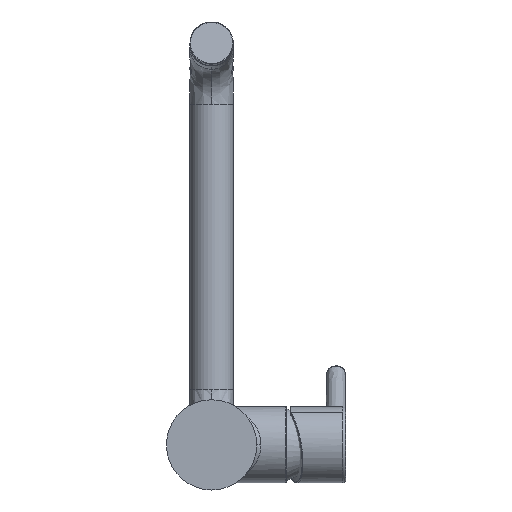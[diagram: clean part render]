
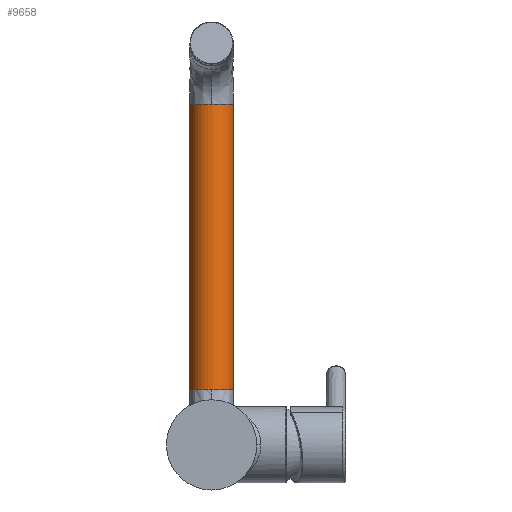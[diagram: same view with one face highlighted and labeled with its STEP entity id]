
A CAD part, front view. The second image highlights one B-rep face of the part: STEP entity #9658.
In plain terms, the highlighted cylindrical face has radius 12 mm (diameter 24 mm), a partial arc.
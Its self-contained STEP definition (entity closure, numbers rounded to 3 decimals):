
#192 = AXIS2_PLACEMENT_3D ( 'NONE', #7175, #8782, #2554 ) ;
#251 = CARTESIAN_POINT ( 'NONE',  ( 12., 317.9, 188.599 ) ) ;
#382 = DIRECTION ( 'NONE',  ( 1., 0., 0. ) ) ;
#481 = DIRECTION ( 'NONE',  ( 0., 0., 1. ) ) ;
#763 = EDGE_CURVE ( 'NONE', #2309, #1731, #7387, .T. ) ;
#853 = CIRCLE ( 'NONE', #192, 12. ) ;
#959 = LINE ( 'NONE', #7552, #2061 ) ;
#980 = VECTOR ( 'NONE', #2759, 1000. ) ;
#1009 = EDGE_CURVE ( 'NONE', #7876, #1731, #9209, .T. ) ;
#1027 = CARTESIAN_POINT ( 'NONE',  ( 0., 305.9, 188.599 ) ) ;
#1232 = ORIENTED_EDGE ( 'NONE', *, *, #1739, .T. ) ;
#1291 = CARTESIAN_POINT ( 'NONE',  ( 0., 317.9, 188.599 ) ) ;
#1476 = EDGE_LOOP ( 'NONE', ( #4615, #8738, #7160, #5693, #1232, #3448 ) ) ;
#1731 = VERTEX_POINT ( 'NONE', #4109 ) ;
#1739 = EDGE_CURVE ( 'NONE', #2201, #2309, #853, .T. ) ;
#2061 = VECTOR ( 'NONE', #3032, 1000. ) ;
#2073 = CARTESIAN_POINT ( 'NONE',  ( 0., 317.9, 30.6 ) ) ;
#2201 = VERTEX_POINT ( 'NONE', #251 ) ;
#2309 = VERTEX_POINT ( 'NONE', #1027 ) ;
#2554 = DIRECTION ( 'NONE',  ( 1., 0., 0. ) ) ;
#2759 = DIRECTION ( 'NONE',  ( 0., 0., 1. ) ) ;
#3032 = DIRECTION ( 'NONE',  ( 0., 0., 1. ) ) ;
#3050 = AXIS2_PLACEMENT_3D ( 'NONE', #6070, #4494, #5335 ) ;
#3145 = CIRCLE ( 'NONE', #3420, 12. ) ;
#3168 = VERTEX_POINT ( 'NONE', #7634 ) ;
#3420 = AXIS2_PLACEMENT_3D ( 'NONE', #2073, #9099, #7497 ) ;
#3448 = ORIENTED_EDGE ( 'NONE', *, *, #763, .T. ) ;
#3524 = CARTESIAN_POINT ( 'NONE',  ( 0., 317.9, 27.44 ) ) ;
#4082 = CYLINDRICAL_SURFACE ( 'NONE', #4360, 12. ) ;
#4109 = CARTESIAN_POINT ( 'NONE',  ( -12., 317.9, 188.599 ) ) ;
#4360 = AXIS2_PLACEMENT_3D ( 'NONE', #3524, #481, #382 ) ;
#4494 = DIRECTION ( 'NONE',  ( 0., 0., 1. ) ) ;
#4525 = VERTEX_POINT ( 'NONE', #6256 ) ;
#4615 = ORIENTED_EDGE ( 'NONE', *, *, #1009, .F. ) ;
#4917 = EDGE_CURVE ( 'NONE', #7876, #3168, #3145, .T. ) ;
#5150 = DIRECTION ( 'NONE',  ( 1., 0., 0. ) ) ;
#5335 = DIRECTION ( 'NONE',  ( 1., 0., 0. ) ) ;
#5693 = ORIENTED_EDGE ( 'NONE', *, *, #7562, .T. ) ;
#6018 = AXIS2_PLACEMENT_3D ( 'NONE', #1291, #8325, #5150 ) ;
#6070 = CARTESIAN_POINT ( 'NONE',  ( 0., 317.9, 30.6 ) ) ;
#6256 = CARTESIAN_POINT ( 'NONE',  ( 12., 317.9, 30.6 ) ) ;
#7160 = ORIENTED_EDGE ( 'NONE', *, *, #7413, .T. ) ;
#7175 = CARTESIAN_POINT ( 'NONE',  ( 0., 317.9, 188.599 ) ) ;
#7361 = CIRCLE ( 'NONE', #3050, 12. ) ;
#7371 = CARTESIAN_POINT ( 'NONE',  ( -12., 317.9, 27.44 ) ) ;
#7387 = CIRCLE ( 'NONE', #6018, 12. ) ;
#7413 = EDGE_CURVE ( 'NONE', #3168, #4525, #7361, .T. ) ;
#7497 = DIRECTION ( 'NONE',  ( 1., 0., 0. ) ) ;
#7552 = CARTESIAN_POINT ( 'NONE',  ( 12., 317.9, 27.44 ) ) ;
#7562 = EDGE_CURVE ( 'NONE', #4525, #2201, #959, .T. ) ;
#7634 = CARTESIAN_POINT ( 'NONE',  ( 0., 305.9, 30.6 ) ) ;
#7876 = VERTEX_POINT ( 'NONE', #10009 ) ;
#8080 = FACE_OUTER_BOUND ( 'NONE', #1476, .T. ) ;
#8325 = DIRECTION ( 'NONE',  ( 0., 0., -1. ) ) ;
#8738 = ORIENTED_EDGE ( 'NONE', *, *, #4917, .T. ) ;
#8782 = DIRECTION ( 'NONE',  ( 0., 0., -1. ) ) ;
#9099 = DIRECTION ( 'NONE',  ( 0., 0., 1. ) ) ;
#9209 = LINE ( 'NONE', #7371, #980 ) ;
#9658 = ADVANCED_FACE ( 'NONE', ( #8080 ), #4082, .T. ) ;
#10009 = CARTESIAN_POINT ( 'NONE',  ( -12., 317.9, 30.6 ) ) ;
